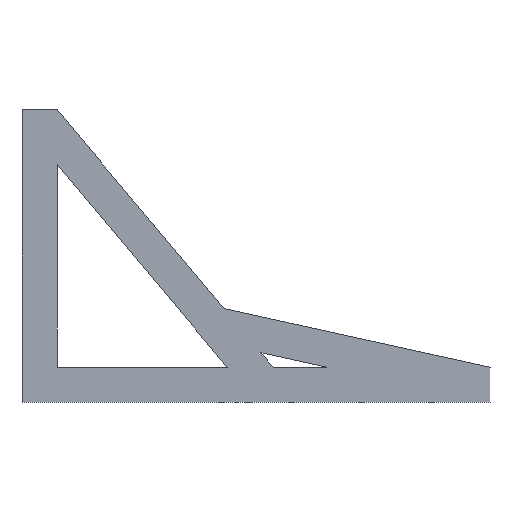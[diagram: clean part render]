
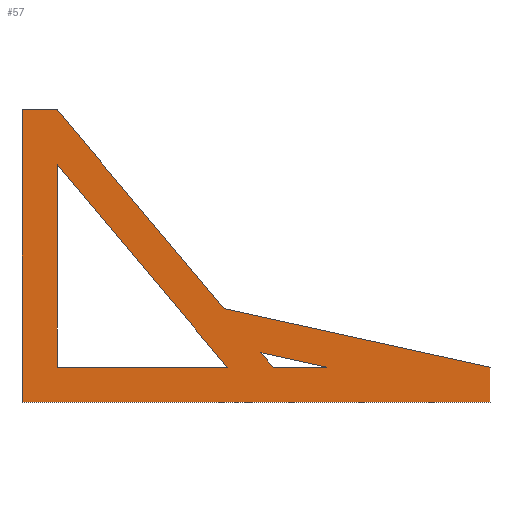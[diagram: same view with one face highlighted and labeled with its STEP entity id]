
A CAD part, left-side view. The second image highlights one B-rep face of the part: STEP entity #57.
In plain terms, the highlighted planar face has unit normal (-1, 0, 0).
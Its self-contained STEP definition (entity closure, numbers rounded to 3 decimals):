
#21 = EDGE_CURVE('',#22,#24,#26,.T.);
#22 = VERTEX_POINT('',#23);
#23 = CARTESIAN_POINT('',(-18.,-153.861,79.984));
#24 = VERTEX_POINT('',#25);
#25 = CARTESIAN_POINT('',(-18.,-11.203,249.997));
#26 = LINE('',#27,#28);
#27 = CARTESIAN_POINT('',(-18.,-197.611,27.844));
#28 = VECTOR('',#29,1.);
#29 = DIRECTION('',(0.,0.643,0.766));
#57 = ADVANCED_FACE('',(#58,#131,#157),#183,.T.);
#58 = FACE_BOUND('',#59,.T.);
#59 = EDGE_LOOP('',(#60,#61,#69,#77,#85,#93,#101,#109,#117,#125));
#60 = ORIENTED_EDGE('',*,*,#21,.T.);
#61 = ORIENTED_EDGE('',*,*,#62,.F.);
#62 = EDGE_CURVE('',#63,#24,#65,.T.);
#63 = VERTEX_POINT('',#64);
#64 = CARTESIAN_POINT('',(-18.,-11.2,249.994));
#65 = LINE('',#66,#67);
#66 = CARTESIAN_POINT('',(-18.,11.778,230.713));
#67 = VECTOR('',#68,1.);
#68 = DIRECTION('',(0.,-0.766,0.643));
#69 = ORIENTED_EDGE('',*,*,#70,.T.);
#70 = EDGE_CURVE('',#63,#71,#73,.T.);
#71 = VERTEX_POINT('',#72);
#72 = CARTESIAN_POINT('',(-18.,-11.2,250.));
#73 = LINE('',#74,#75);
#74 = CARTESIAN_POINT('',(-18.,-11.2,30.));
#75 = VECTOR('',#76,1.);
#76 = DIRECTION('',(0.,0.,1.));
#77 = ORIENTED_EDGE('',*,*,#78,.T.);
#78 = EDGE_CURVE('',#71,#79,#81,.T.);
#79 = VERTEX_POINT('',#80);
#80 = CARTESIAN_POINT('',(-18.,18.8,250.));
#81 = LINE('',#82,#83);
#82 = CARTESIAN_POINT('',(-18.,-381.2,250.));
#83 = VECTOR('',#84,1.);
#84 = DIRECTION('',(0.,1.,0.));
#85 = ORIENTED_EDGE('',*,*,#86,.F.);
#86 = EDGE_CURVE('',#87,#79,#89,.T.);
#87 = VERTEX_POINT('',#88);
#88 = CARTESIAN_POINT('',(-18.,18.8,0.));
#89 = LINE('',#90,#91);
#90 = CARTESIAN_POINT('',(-18.,18.8,0.));
#91 = VECTOR('',#92,1.);
#92 = DIRECTION('',(0.,0.,1.));
#93 = ORIENTED_EDGE('',*,*,#94,.F.);
#94 = EDGE_CURVE('',#95,#87,#97,.T.);
#95 = VERTEX_POINT('',#96);
#96 = CARTESIAN_POINT('',(-18.,-381.2,0.));
#97 = LINE('',#98,#99);
#98 = CARTESIAN_POINT('',(-18.,-381.2,0.));
#99 = VECTOR('',#100,1.);
#100 = DIRECTION('',(0.,1.,0.));
#101 = ORIENTED_EDGE('',*,*,#102,.T.);
#102 = EDGE_CURVE('',#95,#103,#105,.T.);
#103 = VERTEX_POINT('',#104);
#104 = CARTESIAN_POINT('',(-18.,-381.2,30.));
#105 = LINE('',#106,#107);
#106 = CARTESIAN_POINT('',(-18.,-381.2,0.));
#107 = VECTOR('',#108,1.);
#108 = DIRECTION('',(0.,0.,1.));
#109 = ORIENTED_EDGE('',*,*,#110,.T.);
#110 = EDGE_CURVE('',#103,#111,#113,.T.);
#111 = VERTEX_POINT('',#112);
#112 = CARTESIAN_POINT('',(-18.,-381.2,30.));
#113 = LINE('',#114,#115);
#114 = CARTESIAN_POINT('',(-18.,-411.2,30.));
#115 = VECTOR('',#116,1.);
#116 = DIRECTION('',(0.,1.,0.));
#117 = ORIENTED_EDGE('',*,*,#118,.T.);
#118 = EDGE_CURVE('',#111,#119,#121,.T.);
#119 = VERTEX_POINT('',#120);
#120 = CARTESIAN_POINT('',(-18.,-381.2,30.));
#121 = LINE('',#122,#123);
#122 = CARTESIAN_POINT('',(-18.,-374.758,0.7));
#123 = VECTOR('',#124,1.);
#124 = DIRECTION('',(0.,-0.215,0.977));
#125 = ORIENTED_EDGE('',*,*,#126,.T.);
#126 = EDGE_CURVE('',#119,#22,#127,.T.);
#127 = LINE('',#128,#129);
#128 = CARTESIAN_POINT('',(-18.,-381.2,30.));
#129 = VECTOR('',#130,1.);
#130 = DIRECTION('',(0.,0.977,0.215));
#131 = FACE_BOUND('',#132,.T.);
#132 = EDGE_LOOP('',(#133,#143,#151));
#133 = ORIENTED_EDGE('',*,*,#134,.F.);
#134 = EDGE_CURVE('',#135,#137,#139,.T.);
#135 = VERTEX_POINT('',#136);
#136 = CARTESIAN_POINT('',(-18.,-156.64,30.));
#137 = VERTEX_POINT('',#138);
#138 = CARTESIAN_POINT('',(-18.,-11.2,203.328));
#139 = LINE('',#140,#141);
#140 = CARTESIAN_POINT('',(-18.,-174.63,8.56));
#141 = VECTOR('',#142,1.);
#142 = DIRECTION('',(0.,0.643,0.766));
#143 = ORIENTED_EDGE('',*,*,#144,.T.);
#144 = EDGE_CURVE('',#135,#145,#147,.T.);
#145 = VERTEX_POINT('',#146);
#146 = CARTESIAN_POINT('',(-18.,-11.2,30.));
#147 = LINE('',#148,#149);
#148 = CARTESIAN_POINT('',(-18.,-411.2,30.));
#149 = VECTOR('',#150,1.);
#150 = DIRECTION('',(0.,1.,0.));
#151 = ORIENTED_EDGE('',*,*,#152,.T.);
#152 = EDGE_CURVE('',#145,#137,#153,.T.);
#153 = LINE('',#154,#155);
#154 = CARTESIAN_POINT('',(-18.,-11.2,30.));
#155 = VECTOR('',#156,1.);
#156 = DIRECTION('',(0.,0.,1.));
#157 = FACE_BOUND('',#158,.T.);
#158 = EDGE_LOOP('',(#159,#169,#177));
#159 = ORIENTED_EDGE('',*,*,#160,.T.);
#160 = EDGE_CURVE('',#161,#163,#165,.T.);
#161 = VERTEX_POINT('',#162);
#162 = CARTESIAN_POINT('',(-18.,-195.802,30.));
#163 = VERTEX_POINT('',#164);
#164 = CARTESIAN_POINT('',(-18.,-185.465,42.318));
#165 = LINE('',#166,#167);
#166 = CARTESIAN_POINT('',(-18.,-197.611,27.844));
#167 = VECTOR('',#168,1.);
#168 = DIRECTION('',(0.,0.643,0.766));
#169 = ORIENTED_EDGE('',*,*,#170,.F.);
#170 = EDGE_CURVE('',#171,#163,#173,.T.);
#171 = VERTEX_POINT('',#172);
#172 = CARTESIAN_POINT('',(-18.,-241.493,30.));
#173 = LINE('',#174,#175);
#174 = CARTESIAN_POINT('',(-18.,-374.758,0.7));
#175 = VECTOR('',#176,1.);
#176 = DIRECTION('',(0.,0.977,0.215));
#177 = ORIENTED_EDGE('',*,*,#178,.T.);
#178 = EDGE_CURVE('',#171,#161,#179,.T.);
#179 = LINE('',#180,#181);
#180 = CARTESIAN_POINT('',(-18.,-411.2,30.));
#181 = VECTOR('',#182,1.);
#182 = DIRECTION('',(0.,1.,0.));
#183 = PLANE('',#184);
#184 = AXIS2_PLACEMENT_3D('',#185,#186,#187);
#185 = CARTESIAN_POINT('',(-18.,-137.108,76.087));
#186 = DIRECTION('',(-1.,0.,0.));
#187 = DIRECTION('',(0.,0.,-1.));
